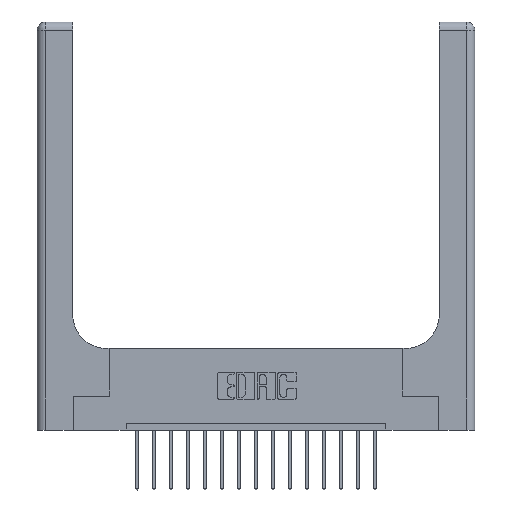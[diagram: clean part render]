
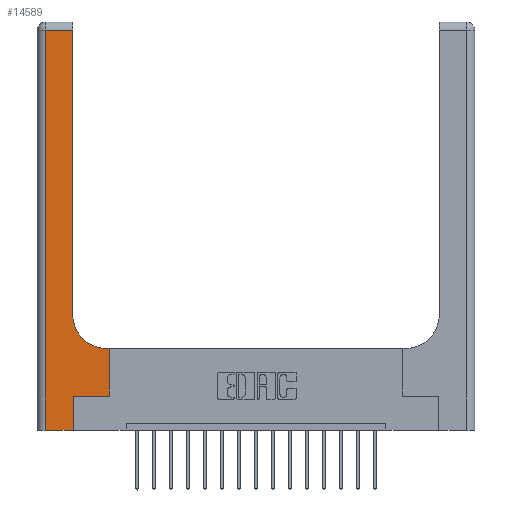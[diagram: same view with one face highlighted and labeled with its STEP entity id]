
A CAD part, top view. The second image highlights one B-rep face of the part: STEP entity #14589.
In plain terms, the highlighted planar face has unit normal (0, 0, 1).
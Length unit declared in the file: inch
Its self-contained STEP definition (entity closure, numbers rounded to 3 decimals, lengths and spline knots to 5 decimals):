
#239 = CARTESIAN_POINT ( 'NONE',  ( 0.26, 2.94, 0.37 ) ) ;
#317 = VERTEX_POINT ( 'NONE', #18039 ) ;
#1126 = EDGE_CURVE ( 'NONE', #6230, #6775, #5892, .T. ) ;
#1200 = LINE ( 'NONE', #3170, #16084 ) ;
#1239 = ORIENTED_EDGE ( 'NONE', *, *, #1126, .T. ) ;
#1306 = CARTESIAN_POINT ( 'NONE',  ( 0.26, 0.85, 0.37 ) ) ;
#1483 = LINE ( 'NONE', #10904, #17920 ) ;
#1601 = EDGE_CURVE ( 'NONE', #3119, #10087, #14005, .T. ) ;
#2514 = DIRECTION ( 'NONE',  ( 0., 1., 0. ) ) ;
#2544 = VECTOR ( 'NONE', #11892, 39.37008 ) ;
#2619 = CARTESIAN_POINT ( 'NONE',  ( 0.528, 0.25, 0.37 ) ) ;
#2964 = CARTESIAN_POINT ( 'NONE',  ( 0.06, 0., 0.37 ) ) ;
#3119 = VERTEX_POINT ( 'NONE', #2619 ) ;
#3170 = CARTESIAN_POINT ( 'NONE',  ( 0., 0., 0.37 ) ) ;
#3174 = EDGE_LOOP ( 'NONE', ( #1239, #9569, #16993, #3871, #7163, #18062, #15854, #5278, #16857 ) ) ;
#3343 = DIRECTION ( 'NONE',  ( 1., 0., 0. ) ) ;
#3531 = DIRECTION ( 'NONE',  ( -1., 0., 0. ) ) ;
#3723 = CARTESIAN_POINT ( 'NONE',  ( 0.265, 0.25, 0.37 ) ) ;
#3871 = ORIENTED_EDGE ( 'NONE', *, *, #11625, .T. ) ;
#4283 = DIRECTION ( 'NONE',  ( 0., 1., 0. ) ) ;
#4635 = EDGE_CURVE ( 'NONE', #6775, #317, #9236, .T. ) ;
#4913 = VECTOR ( 'NONE', #8653, 39.37008 ) ;
#5278 = ORIENTED_EDGE ( 'NONE', *, *, #10612, .T. ) ;
#5505 = VECTOR ( 'NONE', #6854, 39.37008 ) ;
#5892 = LINE ( 'NONE', #8438, #10939 ) ;
#5917 = VERTEX_POINT ( 'NONE', #11262 ) ;
#5940 = CARTESIAN_POINT ( 'NONE',  ( 0.51, 0.85, 0.37 ) ) ;
#6025 = LINE ( 'NONE', #7783, #2544 ) ;
#6230 = VERTEX_POINT ( 'NONE', #1306 ) ;
#6252 = CARTESIAN_POINT ( 'NONE',  ( 0., 3., 0.37 ) ) ;
#6775 = VERTEX_POINT ( 'NONE', #239 ) ;
#6854 = DIRECTION ( 'NONE',  ( -1., 0., 0. ) ) ;
#6961 = CIRCLE ( 'NONE', #13475, 0.25 ) ;
#7163 = ORIENTED_EDGE ( 'NONE', *, *, #16729, .T. ) ;
#7483 = LINE ( 'NONE', #13880, #15824 ) ;
#7783 = CARTESIAN_POINT ( 'NONE',  ( 0.265, 0.25, 0.37 ) ) ;
#7883 = FACE_OUTER_BOUND ( 'NONE', #3174, .T. ) ;
#8438 = CARTESIAN_POINT ( 'NONE',  ( 0.26, 3., 0.37 ) ) ;
#8653 = DIRECTION ( 'NONE',  ( 0., -1., 0. ) ) ;
#8880 = AXIS2_PLACEMENT_3D ( 'NONE', #6252, #13073, #3531 ) ;
#9236 = LINE ( 'NONE', #13806, #5505 ) ;
#9569 = ORIENTED_EDGE ( 'NONE', *, *, #4635, .T. ) ;
#9921 = VERTEX_POINT ( 'NONE', #10797 ) ;
#10087 = VERTEX_POINT ( 'NONE', #16318 ) ;
#10287 = VECTOR ( 'NONE', #10420, 39.37008 ) ;
#10420 = DIRECTION ( 'NONE',  ( 0., 1., 0. ) ) ;
#10612 = EDGE_CURVE ( 'NONE', #10087, #9921, #7483, .T. ) ;
#10797 = CARTESIAN_POINT ( 'NONE',  ( 0.51, 0.6, 0.37 ) ) ;
#10904 = CARTESIAN_POINT ( 'NONE',  ( 0.265, 0., 0.37 ) ) ;
#10939 = VECTOR ( 'NONE', #4283, 39.37008 ) ;
#11202 = VERTEX_POINT ( 'NONE', #3723 ) ;
#11262 = CARTESIAN_POINT ( 'NONE',  ( 0.265, 0., 0.37 ) ) ;
#11625 = EDGE_CURVE ( 'NONE', #16473, #5917, #1200, .T. ) ;
#11892 = DIRECTION ( 'NONE',  ( 1., 0., 0. ) ) ;
#11925 = EDGE_CURVE ( 'NONE', #317, #16473, #16111, .T. ) ;
#11939 = CARTESIAN_POINT ( 'NONE',  ( 0.528, 0.25, 0.37 ) ) ;
#12930 = CARTESIAN_POINT ( 'NONE',  ( 0.06, 3., 0.37 ) ) ;
#13073 = DIRECTION ( 'NONE',  ( 0., 0., -1. ) ) ;
#13475 = AXIS2_PLACEMENT_3D ( 'NONE', #5940, #15570, #15802 ) ;
#13806 = CARTESIAN_POINT ( 'NONE',  ( 0., 2.94, 0.37 ) ) ;
#13880 = CARTESIAN_POINT ( 'NONE',  ( 0.26, 0.6, 0.37 ) ) ;
#14005 = LINE ( 'NONE', #11939, #10287 ) ;
#14589 = ADVANCED_FACE ( 'NONE', ( #7883 ), #15962, .F. ) ;
#15570 = DIRECTION ( 'NONE',  ( 0., 0., -1. ) ) ;
#15802 = DIRECTION ( 'NONE',  ( 1., 0., 0. ) ) ;
#15824 = VECTOR ( 'NONE', #16834, 39.37008 ) ;
#15854 = ORIENTED_EDGE ( 'NONE', *, *, #1601, .T. ) ;
#15962 = PLANE ( 'NONE',  #8880 ) ;
#15999 = EDGE_CURVE ( 'NONE', #9921, #6230, #6961, .T. ) ;
#16084 = VECTOR ( 'NONE', #3343, 39.37008 ) ;
#16111 = LINE ( 'NONE', #12930, #4913 ) ;
#16318 = CARTESIAN_POINT ( 'NONE',  ( 0.528, 0.6, 0.37 ) ) ;
#16473 = VERTEX_POINT ( 'NONE', #2964 ) ;
#16729 = EDGE_CURVE ( 'NONE', #5917, #11202, #1483, .T. ) ;
#16834 = DIRECTION ( 'NONE',  ( -1., 0., 0. ) ) ;
#16857 = ORIENTED_EDGE ( 'NONE', *, *, #15999, .T. ) ;
#16993 = ORIENTED_EDGE ( 'NONE', *, *, #11925, .T. ) ;
#17323 = EDGE_CURVE ( 'NONE', #11202, #3119, #6025, .T. ) ;
#17920 = VECTOR ( 'NONE', #2514, 39.37008 ) ;
#18039 = CARTESIAN_POINT ( 'NONE',  ( 0.06, 2.94, 0.37 ) ) ;
#18062 = ORIENTED_EDGE ( 'NONE', *, *, #17323, .T. ) ;
